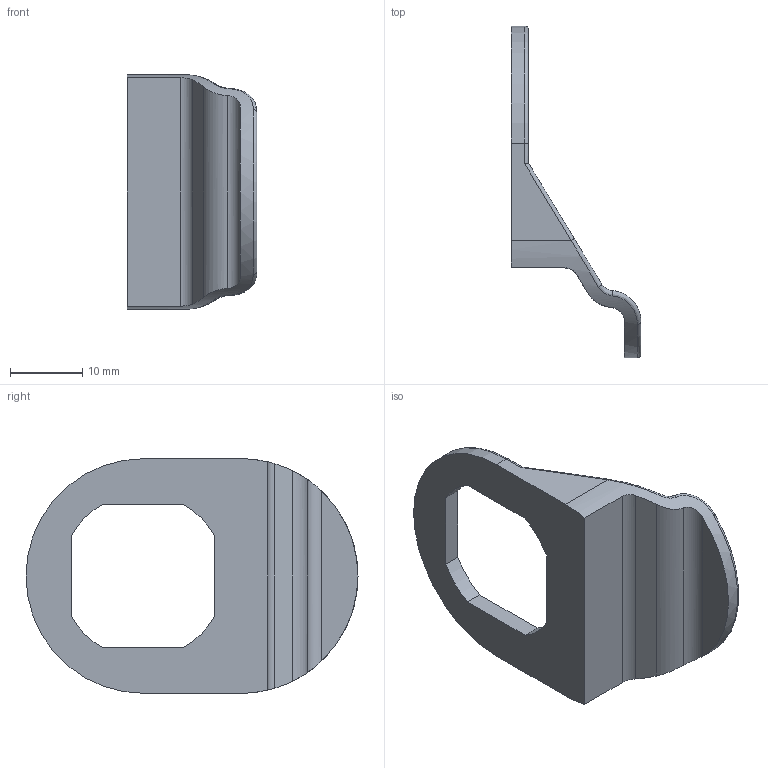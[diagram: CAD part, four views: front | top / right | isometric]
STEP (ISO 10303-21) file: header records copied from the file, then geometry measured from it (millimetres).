
FILE_DESCRIPTION(/* description */ (''),/* implementation_level */ '2;1');
FILE_NAME(/* name */ 'KC-CV.stp',/* time_stamp */ '2023-05-24T08:15:31+09:00',/* author */ ('user'),/* organization */ (''),/* preprocessor_version */ 'ST-DEVELOPER v15.6',/* originating_system */ 'Autodesk Inventor 2015',/* authorisation */ '');
FILE_SCHEMA (('AUTOMOTIVE_DESIGN { 1 0 10303 214 3 1 1 }'));
Length unit declared in the file: millimetre
Products named in the file (1): KC-CV
Bounding box: 18 x 46 x 32.5 mm (x, y, z)
Volume: 3706 mm3; surface area: 3072.1 mm2
Topology: 1 solids, 1 shells, 37 faces, 93 edges, 58 vertices
Faces by surface type: cylinder 16, plane 13, bspline 6, torus 2
Entity records: 1352 total; most frequent: CARTESIAN_POINT 445, ORIENTED_EDGE 186, DIRECTION 179, EDGE_CURVE 93, AXIS2_PLACEMENT_3D 68, VERTEX_POINT 58, LINE 43, VECTOR 43
